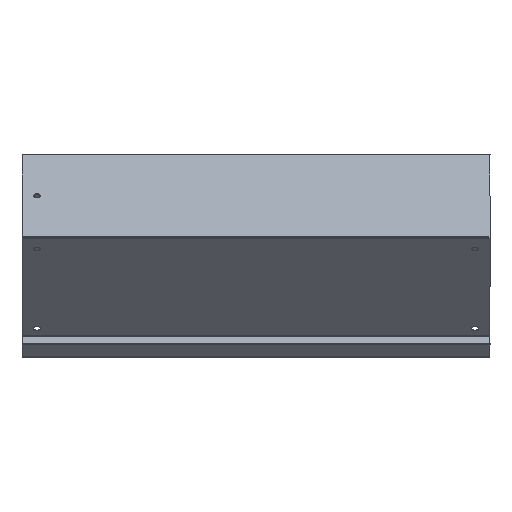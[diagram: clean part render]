
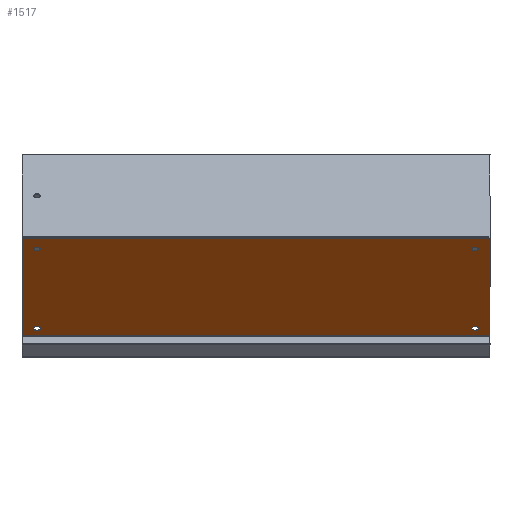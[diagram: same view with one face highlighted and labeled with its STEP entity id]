
A CAD part, front view. The second image highlights one B-rep face of the part: STEP entity #1517.
In plain terms, the highlighted planar face has unit normal (0, -0.707, -0.707).
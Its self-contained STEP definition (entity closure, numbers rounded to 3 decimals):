
#126=CARTESIAN_POINT('',(-33.5,-511.098,316.469));
#127=VERTEX_POINT('',#126);
#134=CARTESIAN_POINT('',(-33.5,-503.32,308.691));
#135=VERTEX_POINT('',#134);
#136=CARTESIAN_POINT('',(-33.5,-507.209,312.58));
#137=DIRECTION('',(0.,0.707,0.707));
#138=DIRECTION('',(0.,-0.707,0.707));
#139=AXIS2_PLACEMENT_3D('',#136,#137,#138);
#140=CIRCLE('',#139,5.5);
#141=EDGE_CURVE('',#135,#127,#140,.T.);
#197=CARTESIAN_POINT('',(-30.5,-503.32,308.691));
#198=VERTEX_POINT('',#197);
#199=CARTESIAN_POINT('',(-30.5,-503.32,308.691));
#200=DIRECTION('',(-1.0,0.,0.));
#201=VECTOR('',#200,3.);
#202=LINE('',#199,#201);
#203=EDGE_CURVE('',#198,#135,#202,.T.);
#284=CARTESIAN_POINT('',(-30.5,-511.098,316.469));
#285=VERTEX_POINT('',#284);
#286=CARTESIAN_POINT('',(-30.5,-507.209,312.58));
#287=DIRECTION('',(0.,0.707,0.707));
#288=DIRECTION('',(0.,0.707,-0.707));
#289=AXIS2_PLACEMENT_3D('',#286,#287,#288);
#290=CIRCLE('',#289,5.5);
#291=EDGE_CURVE('',#285,#198,#290,.T.);
#314=CARTESIAN_POINT('',(-33.5,-511.098,316.469));
#315=DIRECTION('',(1.0,0.,0.));
#316=VECTOR('',#315,3.);
#317=LINE('',#314,#316);
#318=EDGE_CURVE('',#127,#285,#317,.T.);
#382=CARTESIAN_POINT('',(-30.5,-673.026,478.397));
#383=VERTEX_POINT('',#382);
#390=CARTESIAN_POINT('',(-30.5,-680.804,486.175));
#391=VERTEX_POINT('',#390);
#392=CARTESIAN_POINT('',(-30.5,-676.915,482.286));
#393=DIRECTION('',(0.,0.707,0.707));
#394=DIRECTION('',(0.,0.707,-0.707));
#395=AXIS2_PLACEMENT_3D('',#392,#393,#394);
#396=CIRCLE('',#395,5.5);
#397=EDGE_CURVE('',#391,#383,#396,.T.);
#453=CARTESIAN_POINT('',(-33.5,-680.804,486.175));
#454=VERTEX_POINT('',#453);
#455=CARTESIAN_POINT('',(-33.5,-680.804,486.175));
#456=DIRECTION('',(1.0,0.0,0.0));
#457=VECTOR('',#456,3.);
#458=LINE('',#455,#457);
#459=EDGE_CURVE('',#454,#391,#458,.T.);
#540=CARTESIAN_POINT('',(-33.5,-673.026,478.397));
#541=VERTEX_POINT('',#540);
#542=CARTESIAN_POINT('',(-33.5,-676.915,482.286));
#543=DIRECTION('',(0.,0.707,0.707));
#544=DIRECTION('',(0.,-0.707,0.707));
#545=AXIS2_PLACEMENT_3D('',#542,#543,#544);
#546=CIRCLE('',#545,5.5);
#547=EDGE_CURVE('',#541,#454,#546,.T.);
#570=CARTESIAN_POINT('',(-30.5,-673.026,478.397));
#571=DIRECTION('',(-1.0,0.0,0.0));
#572=VECTOR('',#571,3.);
#573=LINE('',#570,#572);
#574=EDGE_CURVE('',#383,#541,#573,.T.);
#595=CARTESIAN_POINT('',(0.,-700.567,505.938));
#596=VERTEX_POINT('',#595);
#604=CARTESIAN_POINT('',(0.,-492.416,297.788));
#605=VERTEX_POINT('',#604);
#606=CARTESIAN_POINT('',(0.,-492.416,297.788));
#607=DIRECTION('',(0.,-0.707,0.707));
#608=VECTOR('',#607,294.369);
#609=LINE('',#606,#608);
#610=EDGE_CURVE('',#605,#596,#609,.T.);
#1391=CARTESIAN_POINT('',(-1000.0,-492.416,297.788));
#1392=VERTEX_POINT('',#1391);
#1393=CARTESIAN_POINT('',(-1000.,-492.416,297.788));
#1394=DIRECTION('',(1.0,0.0,0.0));
#1395=VECTOR('',#1394,1000.0);
#1396=LINE('',#1393,#1395);
#1397=EDGE_CURVE('',#1392,#605,#1396,.T.);
#1410=CARTESIAN_POINT('',(0.,-1135.389,940.76));
#1411=DIRECTION('',(0.,0.707,0.707));
#1412=DIRECTION('',(1.0,0.0,0.0));
#1413=AXIS2_PLACEMENT_3D('',#1410,#1411,#1412);
#1414=PLANE('',#1413);
#1415=ORIENTED_EDGE('',*,*,#610,.T.);
#1416=CARTESIAN_POINT('',(-1000.,-700.567,505.938));
#1417=VERTEX_POINT('',#1416);
#1418=CARTESIAN_POINT('',(0.,-700.567,505.938));
#1419=DIRECTION('',(-1.0,0.0,0.0));
#1420=VECTOR('',#1419,1000.0);
#1421=LINE('',#1418,#1420);
#1422=EDGE_CURVE('',#596,#1417,#1421,.T.);
#1423=ORIENTED_EDGE('',*,*,#1422,.T.);
#1424=CARTESIAN_POINT('',(-1000.0,-492.416,297.788));
#1425=DIRECTION('',(0.,-0.707,0.707));
#1426=VECTOR('',#1425,294.369);
#1427=LINE('',#1424,#1426);
#1428=EDGE_CURVE('',#1392,#1417,#1427,.T.);
#1429=ORIENTED_EDGE('',*,*,#1428,.F.);
#1430=ORIENTED_EDGE('',*,*,#1397,.T.);
#1431=EDGE_LOOP('',(#1415,#1423,#1429,#1430));
#1432=FACE_OUTER_BOUND('',#1431,.T.);
#1433=ORIENTED_EDGE('',*,*,#291,.T.);
#1434=ORIENTED_EDGE('',*,*,#203,.T.);
#1435=ORIENTED_EDGE('',*,*,#141,.T.);
#1436=ORIENTED_EDGE('',*,*,#318,.T.);
#1437=EDGE_LOOP('',(#1433,#1434,#1435,#1436));
#1438=FACE_BOUND('',#1437,.T.);
#1439=ORIENTED_EDGE('',*,*,#547,.T.);
#1440=ORIENTED_EDGE('',*,*,#459,.T.);
#1441=ORIENTED_EDGE('',*,*,#397,.T.);
#1442=ORIENTED_EDGE('',*,*,#574,.T.);
#1443=EDGE_LOOP('',(#1439,#1440,#1441,#1442));
#1444=FACE_BOUND('',#1443,.T.);
#1445=CARTESIAN_POINT('',(-966.5,-680.804,486.175));
#1446=VERTEX_POINT('',#1445);
#1447=CARTESIAN_POINT('',(-966.5,-673.026,478.397));
#1448=VERTEX_POINT('',#1447);
#1449=CARTESIAN_POINT('',(-966.5,-676.915,482.286));
#1450=DIRECTION('',(0.,0.707,0.707));
#1451=DIRECTION('',(0.,-0.707,0.707));
#1452=AXIS2_PLACEMENT_3D('',#1449,#1450,#1451);
#1453=CIRCLE('',#1452,5.5);
#1454=EDGE_CURVE('',#1446,#1448,#1453,.T.);
#1455=ORIENTED_EDGE('',*,*,#1454,.T.);
#1456=CARTESIAN_POINT('',(-969.5,-673.026,478.397));
#1457=VERTEX_POINT('',#1456);
#1458=CARTESIAN_POINT('',(-966.5,-673.026,478.397));
#1459=DIRECTION('',(-1.0,0.0,0.0));
#1460=VECTOR('',#1459,3.);
#1461=LINE('',#1458,#1460);
#1462=EDGE_CURVE('',#1448,#1457,#1461,.T.);
#1463=ORIENTED_EDGE('',*,*,#1462,.T.);
#1464=CARTESIAN_POINT('',(-969.5,-680.804,486.175));
#1465=VERTEX_POINT('',#1464);
#1466=CARTESIAN_POINT('',(-969.5,-676.915,482.286));
#1467=DIRECTION('',(0.,0.707,0.707));
#1468=DIRECTION('',(0.,0.707,-0.707));
#1469=AXIS2_PLACEMENT_3D('',#1466,#1467,#1468);
#1470=CIRCLE('',#1469,5.5);
#1471=EDGE_CURVE('',#1457,#1465,#1470,.T.);
#1472=ORIENTED_EDGE('',*,*,#1471,.T.);
#1473=CARTESIAN_POINT('',(-969.5,-680.804,486.175));
#1474=DIRECTION('',(1.0,0.0,0.0));
#1475=VECTOR('',#1474,3.);
#1476=LINE('',#1473,#1475);
#1477=EDGE_CURVE('',#1465,#1446,#1476,.T.);
#1478=ORIENTED_EDGE('',*,*,#1477,.T.);
#1479=EDGE_LOOP('',(#1455,#1463,#1472,#1478));
#1480=FACE_BOUND('',#1479,.T.);
#1481=CARTESIAN_POINT('',(-969.5,-511.098,316.469));
#1482=VERTEX_POINT('',#1481);
#1483=CARTESIAN_POINT('',(-966.5,-511.098,316.469));
#1484=VERTEX_POINT('',#1483);
#1485=CARTESIAN_POINT('',(-969.5,-511.098,316.469));
#1486=DIRECTION('',(1.0,0.,0.));
#1487=VECTOR('',#1486,3.);
#1488=LINE('',#1485,#1487);
#1489=EDGE_CURVE('',#1482,#1484,#1488,.T.);
#1490=ORIENTED_EDGE('',*,*,#1489,.T.);
#1491=CARTESIAN_POINT('',(-966.5,-503.32,308.691));
#1492=VERTEX_POINT('',#1491);
#1493=CARTESIAN_POINT('',(-966.5,-507.209,312.58));
#1494=DIRECTION('',(0.,0.707,0.707));
#1495=DIRECTION('',(0.,-0.707,0.707));
#1496=AXIS2_PLACEMENT_3D('',#1493,#1494,#1495);
#1497=CIRCLE('',#1496,5.5);
#1498=EDGE_CURVE('',#1484,#1492,#1497,.T.);
#1499=ORIENTED_EDGE('',*,*,#1498,.T.);
#1500=CARTESIAN_POINT('',(-969.5,-503.32,308.691));
#1501=VERTEX_POINT('',#1500);
#1502=CARTESIAN_POINT('',(-966.5,-503.32,308.691));
#1503=DIRECTION('',(-1.0,0.,0.));
#1504=VECTOR('',#1503,3.);
#1505=LINE('',#1502,#1504);
#1506=EDGE_CURVE('',#1492,#1501,#1505,.T.);
#1507=ORIENTED_EDGE('',*,*,#1506,.T.);
#1508=CARTESIAN_POINT('',(-969.5,-507.209,312.58));
#1509=DIRECTION('',(0.,0.707,0.707));
#1510=DIRECTION('',(0.,0.707,-0.707));
#1511=AXIS2_PLACEMENT_3D('',#1508,#1509,#1510);
#1512=CIRCLE('',#1511,5.5);
#1513=EDGE_CURVE('',#1501,#1482,#1512,.T.);
#1514=ORIENTED_EDGE('',*,*,#1513,.T.);
#1515=EDGE_LOOP('',(#1490,#1499,#1507,#1514));
#1516=FACE_BOUND('',#1515,.T.);
#1517=ADVANCED_FACE('',(#1432,#1438,#1444,#1480,#1516),#1414,.F.);
